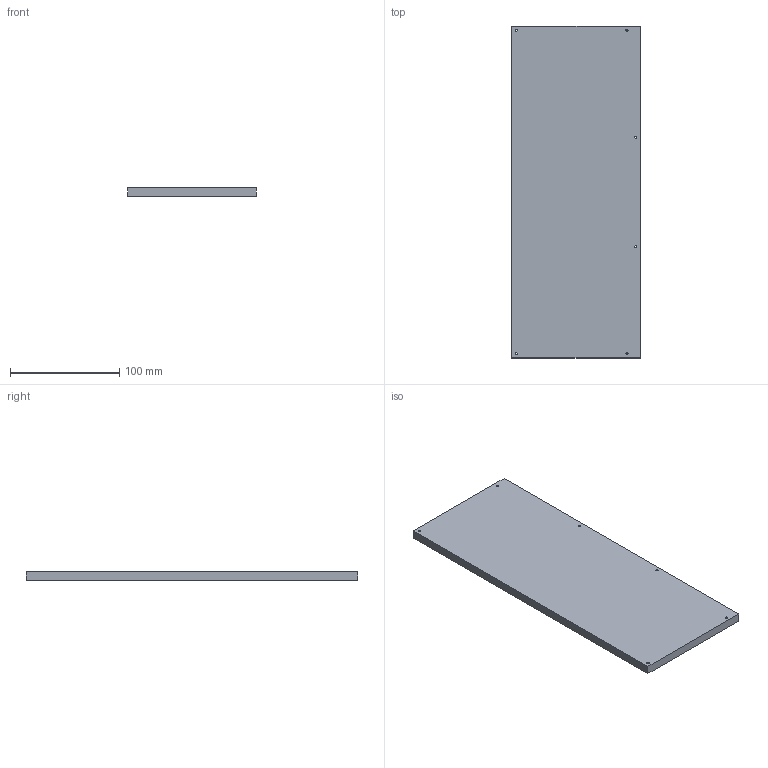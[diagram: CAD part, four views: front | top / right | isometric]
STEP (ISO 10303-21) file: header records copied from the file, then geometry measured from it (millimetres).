
FILE_DESCRIPTION(/* description */ ('Drill_guide2'),/* implementation_level */ '2;1');
FILE_NAME(/* name */ 'GELD010084-M216~Drill_guide2(2024-12-31).stp',/* time_stamp */ '2024-12-31T10:59:48+01:00',/* author */ ('frankschilder'),/* organization */ (''),/* preprocessor_version */ 'ST-DEVELOPER v20',/* originating_system */ 'Autodesk Inventor 2025',/* authorisation */ '');
FILE_SCHEMA (('AUTOMOTIVE_DESIGN { 1 0 10303 214 3 1 1 }'));
Length unit declared in the file: millimetre
Products named in the file (1): GELD010084-M215
Bounding box: 117.65 x 304.15 x 8 mm (x, y, z)
Volume: 286115.2 mm3; surface area: 78579.2 mm2
Topology: 1 solids, 1 shells, 12 faces, 30 edges, 20 vertices
Faces by surface type: cylinder 6, plane 6
Full cylindrical faces by diameter (mm): 2 x6
Entity records: 433 total; most frequent: DIRECTION 68, CARTESIAN_POINT 63, ORIENTED_EDGE 60, EDGE_CURVE 30, AXIS2_PLACEMENT_3D 25, EDGE_LOOP 24, VERTEX_POINT 20, LINE 18
